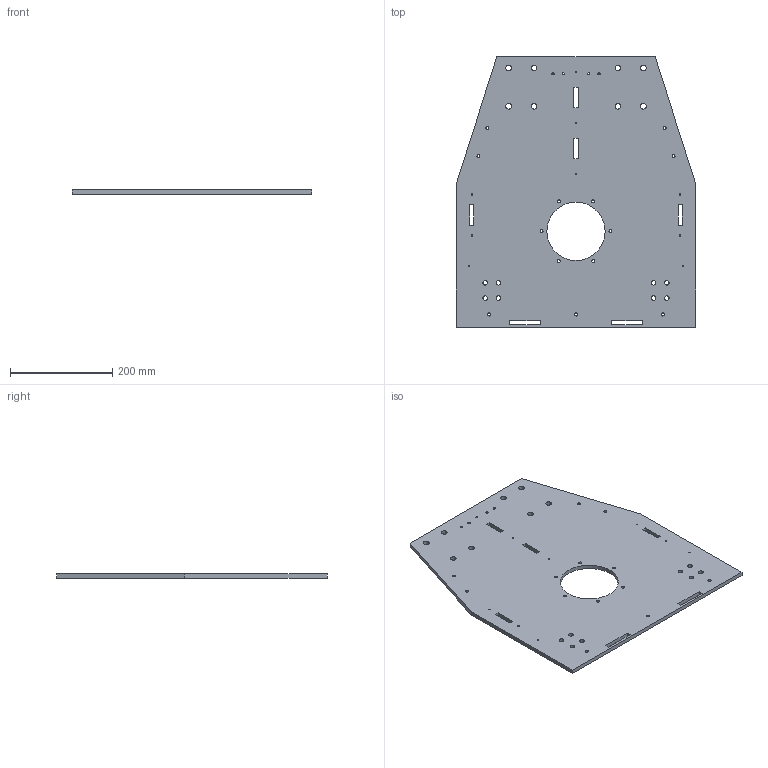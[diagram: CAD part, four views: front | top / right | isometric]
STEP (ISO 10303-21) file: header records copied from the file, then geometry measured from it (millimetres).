
FILE_DESCRIPTION((''),'2;1');
FILE_NAME('BE2','2017-05-22T',('salasloc'),(''),'CREO PARAMETRIC BY PTC INC, 2015080','CREO PARAMETRIC BY PTC INC, 2015080','');
FILE_SCHEMA(('CONFIG_CONTROL_DESIGN'));
Length unit declared in the file: millimetre
Products named in the file (1): BE2
Bounding box: 470 x 530 x 8 mm (x, y, z)
Volume: 1718681.4 mm3; surface area: 459823.4 mm2
Topology: 1 solids, 1 shells, 118 faces, 348 edges, 232 vertices
Faces by surface type: cylinder 86, plane 32
Entity records: 4258 total; most frequent: DIRECTION 756, CARTESIAN_POINT 698, ORIENTED_EDGE 696, EDGE_CURVE 348, AXIS2_PLACEMENT_3D 290, VERTEX_POINT 232, EDGE_LOOP 216, VECTOR 176
